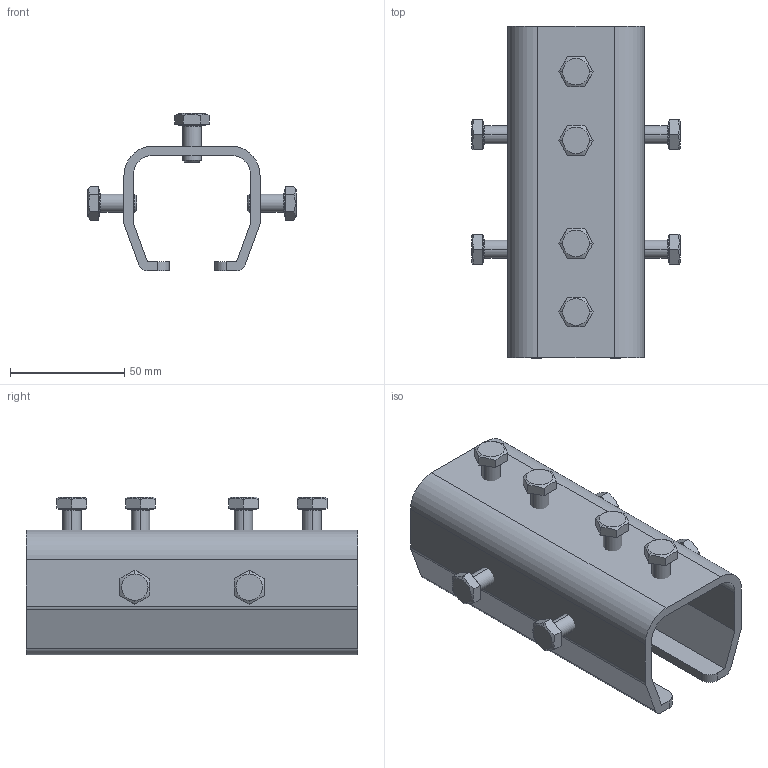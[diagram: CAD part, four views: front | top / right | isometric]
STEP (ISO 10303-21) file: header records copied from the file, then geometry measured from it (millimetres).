
FILE_DESCRIPTION (( 'STEP AP214' ), '1' );
FILE_NAME ('0080164.step', '2022-07-27T13:48:58', ( '' ), ( '' ), 'SwSTEP 2.0', 'SolidWorks 2020', '' );
FILE_SCHEMA (( 'AUTOMOTIVE_DESIGN' ));
Length unit declared in the file: millimetre
Products named in the file (1): 0080164
Bounding box: 91.1 x 145 x 68.8 mm (x, y, z)
Volume: 109978.5 mm3; surface area: 59139.2 mm2
Topology: 9 solids, 9 shells, 206 faces, 468 edges, 296 vertices
Faces by surface type: plane 98, cylinder 60, cone 32, bspline 16
Entity records: 10016 total; most frequent: CARTESIAN_POINT 3019, DIRECTION 954, ORIENTED_EDGE 936, EDGE_CURVE 468, AXIS2_PLACEMENT_3D 359, VERTEX_POINT 296, EDGE_LOOP 238, LINE 236
